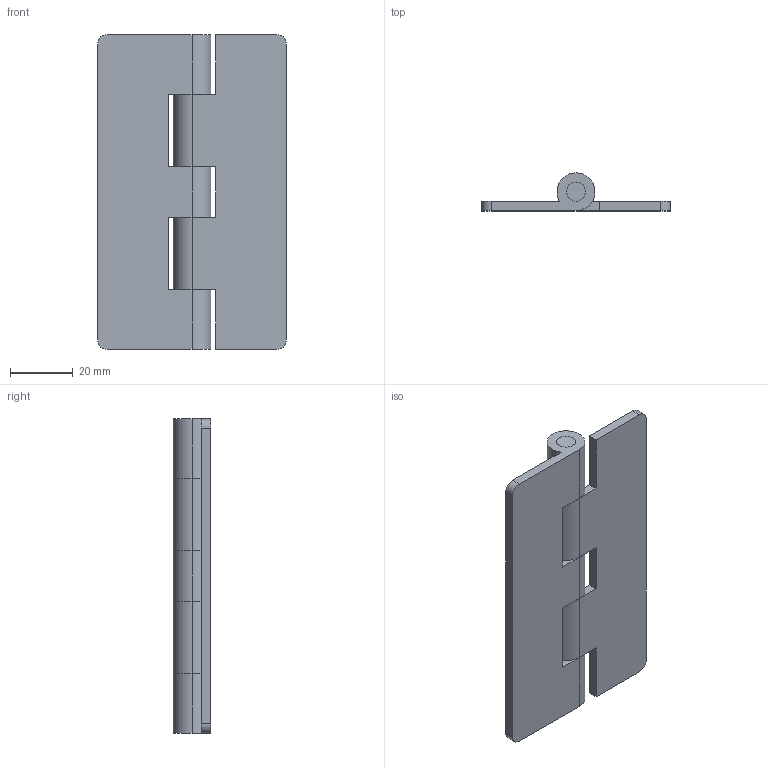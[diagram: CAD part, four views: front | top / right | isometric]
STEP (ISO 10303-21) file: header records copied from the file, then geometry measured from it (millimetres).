
FILE_DESCRIPTION (( 'STEP AP203' ), '1' );
FILE_NAME ('B-2078-6.STEP', '2008-11-27T06:15:40', ( ' ' ), ( ' ' ), 'SwSTEP 2.0', 'SolidWorks 2007', '' );
FILE_SCHEMA (( 'CONFIG_CONTROL_DESIGN' ));
Length unit declared in the file: millimetre
Products named in the file (4): B-2078-6; B-2078-6僸儞僕A__棉太倌; B-2078-6僸儞僕B__棉太倌; B-2078-6僔儍僼僩__棉太倌
Assembly tree (3 placements, depth 2):
  B-2078-6
    B-2078-6僸儞僕B__棉太倌
    B-2078-6僔儍僼僩__棉太倌
    B-2078-6僸儞僕A__棉太倌
Bounding box: 60 x 12 x 100 mm (x, y, z)
Volume: 25931 mm3; surface area: 19050.2 mm2
Topology: 3 solids, 3 shells, 56 faces, 150 edges, 100 vertices
Faces by surface type: cylinder 31, plane 25
Entity records: 2210 total; most frequent: DIRECTION 336, CARTESIAN_POINT 312, ORIENTED_EDGE 300, EDGE_CURVE 150, AXIS2_PLACEMENT_3D 124, VERTEX_POINT 100, VECTOR 88, LINE 88
